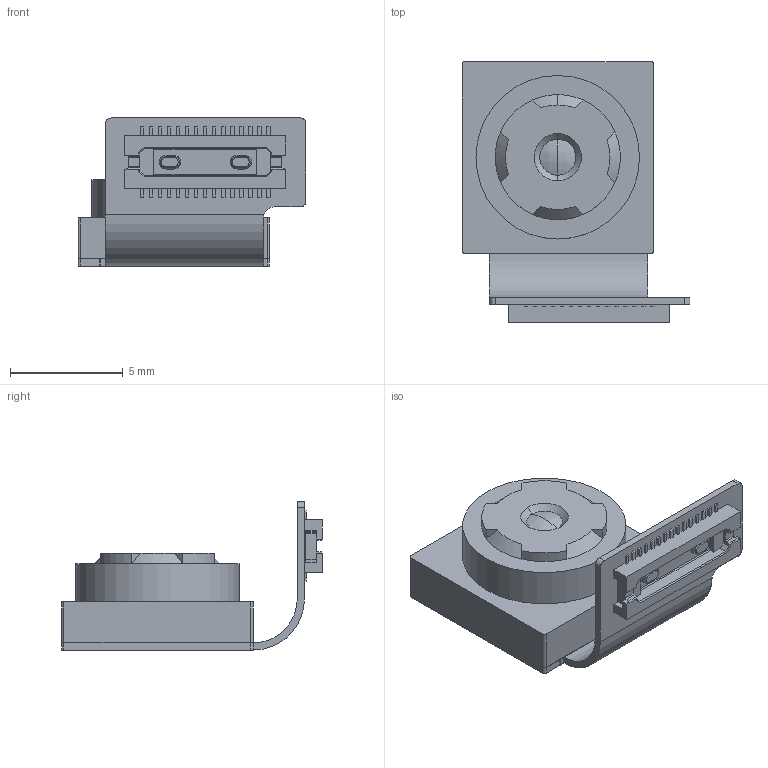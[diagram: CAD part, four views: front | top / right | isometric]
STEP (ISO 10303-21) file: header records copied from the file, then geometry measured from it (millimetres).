
FILE_DESCRIPTION (( 'STEP AP214' ), '1' );
FILE_NAME ('Camera_module_RPi_v2.1_IMX219_90deg.step', '2020-12-07T12:10:42+00:00', 'Stefan Hamminga', '', '', '', '');
FILE_SCHEMA (( 'AUTOMOTIVE_DESIGN' ));
Length unit declared in the file: millimetre
Products named in the file (1): Camera_module_RPi_v2.1_IMX219_90deg
Bounding box: 10.12 x 11.58 x 6.58 mm (x, y, z)
Volume: 263.2 mm3; surface area: 602.7 mm2
Topology: 4 solids, 4 shells, 323 faces, 877 edges, 567 vertices
Faces by surface type: plane 249, cylinder 57, cone 15, sphere 2
Entity records: 13194 total; most frequent: CARTESIAN_POINT 1804, ORIENTED_EDGE 1754, DIRECTION 1645, EDGE_CURVE 877, VECTOR 733, LINE 733, VERTEX_POINT 567, AXIS2_PLACEMENT_3D 456
